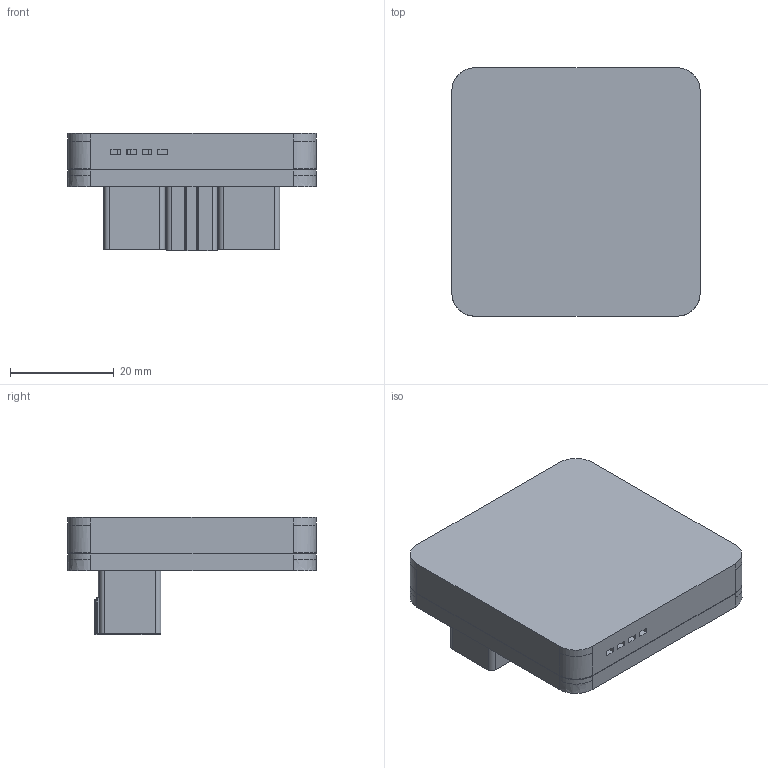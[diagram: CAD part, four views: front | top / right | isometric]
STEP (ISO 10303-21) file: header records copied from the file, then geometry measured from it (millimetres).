
FILE_DESCRIPTION(('CATIA V5 STEP Exchange','CAx-IF Rec.Pracs.--- Model Styling and Organization---1.5--- 2016-08-15','CAx-IF Rec.Pracs.---Supplemental Geometry---1.0---2011-11-01','CAx-IF Rec.Pracs.--- Composite Materials ---3.4---2017-06-13','CAx-IF Rec.Pracs.---Tessellated 3D Geometry---1.0---2015-12-17'),'2;1');
FILE_NAME('Analogtocancad.stp','2023-10-16T23:25:52+00:00',('none'),('none'),'CATIA Version 5-6 Release 2020 SP5','CATIA V5 STEP AP242 v2','none');
FILE_SCHEMA(('AP242_MANAGED_MODEL_BASED_3D_ENGINEERING_MIM_LF {1 0 10303 442 1 1 4}'));
Length unit declared in the file: millimetre
Products named in the file (13): Product3; Part1; analogtocan; PCB Component; B06B-JWPF-SK-R(LF)(SN); 8PIN; 8PIN_1; TF-SMD_XKTF-001B_1; 15mohm; analogtocan-V4; PCB Component_1; Copy (1) of Part2; 315-47-104-41-001000
Assembly tree (12 placements, depth 4):
  Product3
    Part1
    analogtocan
      PCB Component
        B06B-JWPF-SK-R(LF)(SN)
        8PIN
        8PIN_1
        TF-SMD_XKTF-001B_1
        15mohm
      analogtocan-V4
        PCB Component_1
    Copy (1) of Part2
    315-47-104-41-001000
Bounding box: 47.9 x 47.9 x 22.58 mm (x, y, z)
Volume: 12866.6 mm3; surface area: 18021.2 mm2
Topology: 22 solids, 22 shells, 1280 faces, 3322 edges, 2034 vertices
Faces by surface type: plane 720, cylinder 358, sphere 64, bspline 59, torus 47, extrusion 32
Entity records: 40129 total; most frequent: CARTESIAN_POINT 11738, ORIENTED_EDGE 6436, DIRECTION 4436, EDGE_CURVE 3218, VECTOR 2218, LINE 2186, VERTEX_POINT 2034, AXIS2_PLACEMENT_3D 1428
